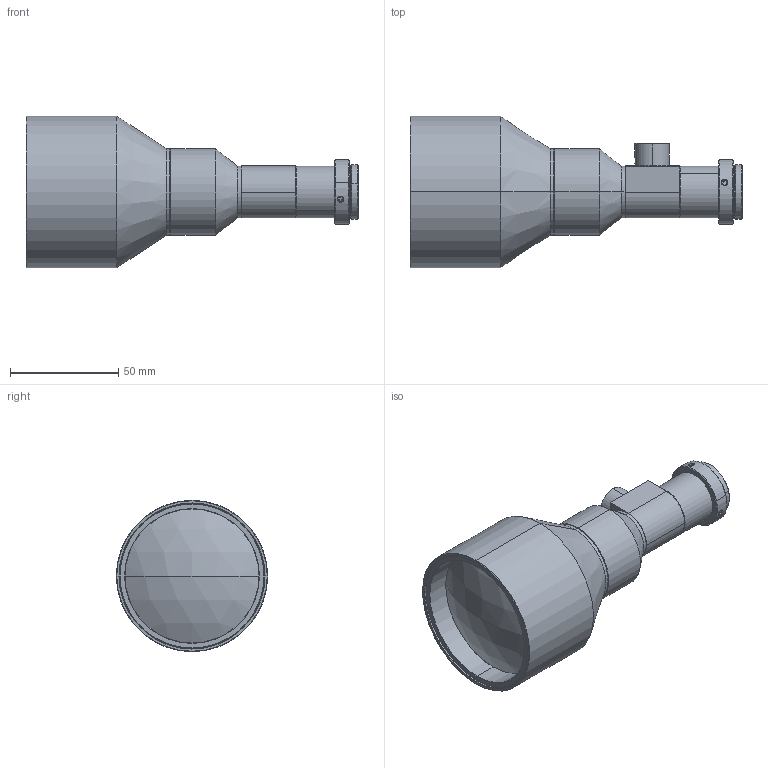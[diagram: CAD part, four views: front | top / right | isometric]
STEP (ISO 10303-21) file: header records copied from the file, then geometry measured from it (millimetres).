
FILE_DESCRIPTION(('FreeCAD Model'),'2;1');
FILE_NAME('Open CASCADE Shape Model','2025-01-22T13:36:59',(''),(''), 'Open CASCADE STEP processor 7.8','FreeCAD','Unknown');
FILE_SCHEMA(('AUTOMOTIVE_DESIGN { 1 0 10303 214 1 1 1 1 }'));
Length unit declared in the file: millimetre
Products named in the file (25): VA-LCM-TC-1-0.3X-WD110-015; 501; 301; 511; 502; 303; 302; 512; 516; 304; 305; 306; 513; 514; 5033; 515; 504; JD30303001; 506; 317; 531; 5058; 5055; 5056; 5057
Assembly tree (26 placements, depth 3):
  VA-LCM-TC-1-0.3X-WD110-015
    501
    301
    511
    502
    303
    302
    512
    516
    304
    305
    306
    513
    514
    5033
    515
    504
    JD30303001  x3
    506
    317
    531
    5058
      5055
      5056
      5057
Bounding box: 153.55 x 70 x 70 mm (x, y, z)
Volume: 124783 mm3; surface area: 73911.4 mm2
Topology: 25 solids, 25 shells, 588 faces, 1237 edges, 748 vertices
Faces by surface type: cone 222, cylinder 201, plane 137, sphere 22, torus 6
Entity records: 16321 total; most frequent: CARTESIAN_POINT 3164, DIRECTION 2947, ORIENTED_EDGE 2346, AXIS2_PLACEMENT_3D 1219, EDGE_CURVE 1173, VERTEX_POINT 708, FACE_BOUND 643, EDGE_LOOP 643
